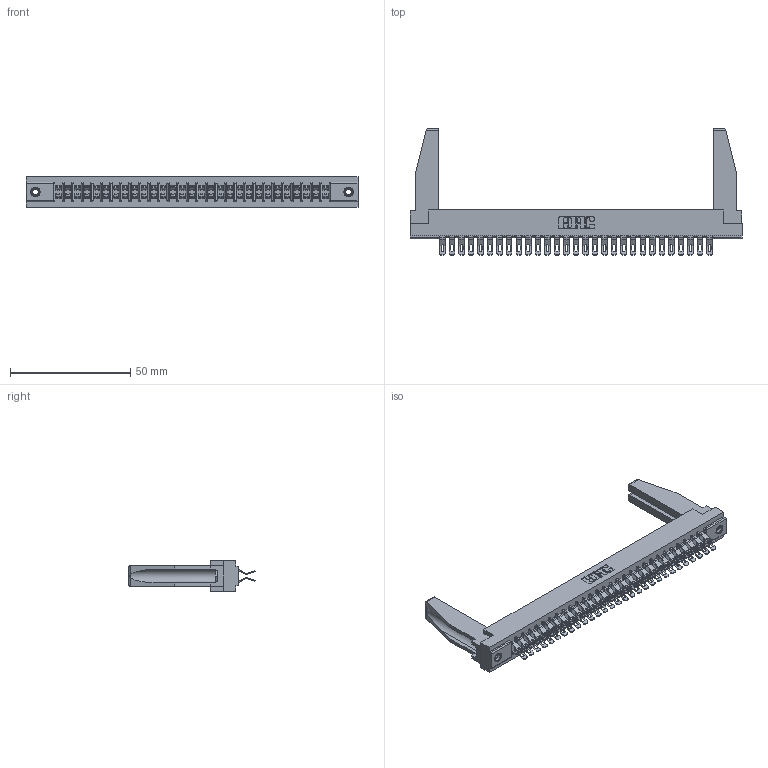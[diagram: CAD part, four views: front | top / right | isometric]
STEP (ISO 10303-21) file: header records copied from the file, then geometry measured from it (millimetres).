
FILE_DESCRIPTION (( 'STEP AP203' ), '1' );
FILE_NAME ('357-058-555-278.STEP', '2019-09-19T05:33:37', ( '' ), ( '' ), 'SwSTEP 2.0', 'SolidWorks 2016', '' );
FILE_SCHEMA (( 'CONFIG_CONTROL_DESIGN' ));
Length unit declared in the file: inch
Products named in the file (5): 307-290-001_555; 345-250-001_345-250-001-102; 307-220-078; 357-058-555-278; 307 Part_.156 Dia Mounting Holes
Assembly tree (63 placements, depth 2):
  357-058-555-278
    307 Part_.156 Dia Mounting Holes
    307-290-001_555  x58
    307-220-078  x2
    345-250-001_345-250-001-102  x2
Bounding box: 137.92 x 52.45 x 12.7 mm (x, y, z)
Volume: 18740.4 mm3; surface area: 22567.1 mm2
Topology: 63 solids, 63 shells, 3816 faces, 11151 edges, 7266 vertices
Faces by surface type: plane 2126, cylinder 1614, sphere 60, cone 12, torus 4
Entity records: 30368 total; most frequent: CARTESIAN_POINT 4987, ORIENTED_EDGE 4902, DIRECTION 4851, EDGE_CURVE 2451, VECTOR 1867, LINE 1867, VERTEX_POINT 1586, AXIS2_PLACEMENT_3D 1492
